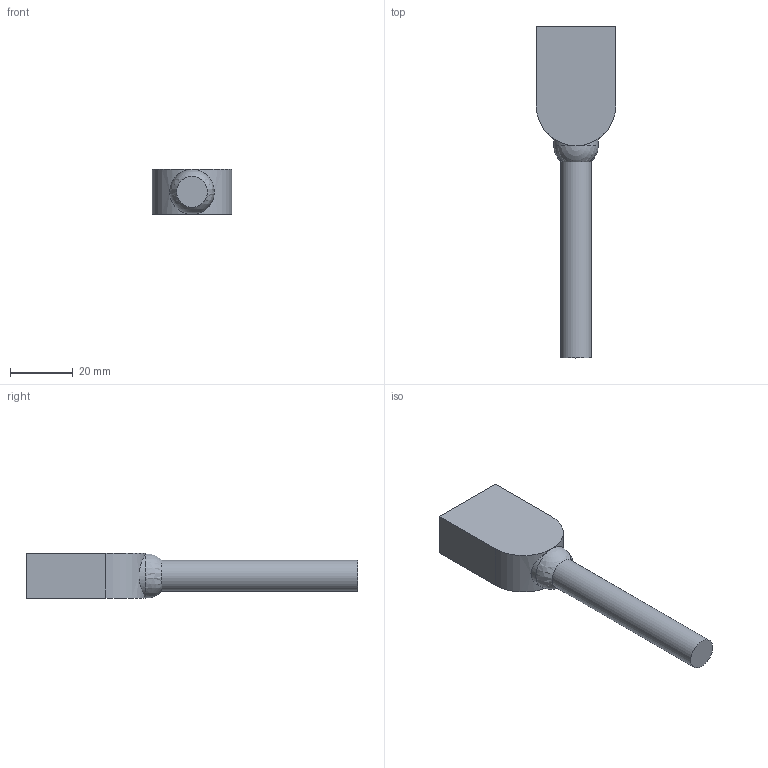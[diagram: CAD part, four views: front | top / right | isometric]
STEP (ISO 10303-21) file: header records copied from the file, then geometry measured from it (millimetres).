
FILE_DESCRIPTION(/* description */ ('STEP AP214'),/* implementation_level */ '2;1');
FILE_NAME(/* name */ 'MCLPIL7F.stp',/* time_stamp */ '2021-01-13T09:36:16+01:00',/* author */ ('sh'),/* organization */ (''),/* preprocessor_version */ 'ST-DEVELOPER v17.2',/* originating_system */ 'Autodesk Inventor 2019',/* authorisation */ '');
FILE_SCHEMA (('AUTOMOTIVE_DESIGN { 1 0 10303 214 3 1 1 }'));
Length unit declared in the file: inch
Products named in the file (1): 01108070
Bounding box: 25.4 x 106.17 x 14.4 mm (x, y, z)
Volume: 17039.7 mm3; surface area: 7417.6 mm2
Topology: 1 solids, 1 shells, 254 faces, 686 edges, 459 vertices
Faces by surface type: plane 114, bspline 85, cylinder 33, torus 21, sphere 1
Full cylindrical faces by diameter (mm): 3.175 x28, 9.906 x1
Entity records: 12993 total; most frequent: CARTESIAN_POINT 6734, ORIENTED_EDGE 1368, DIRECTION 994, EDGE_CURVE 684, VERTEX_POINT 459, LINE 370, VECTOR 370, AXIS2_PLACEMENT_3D 312
